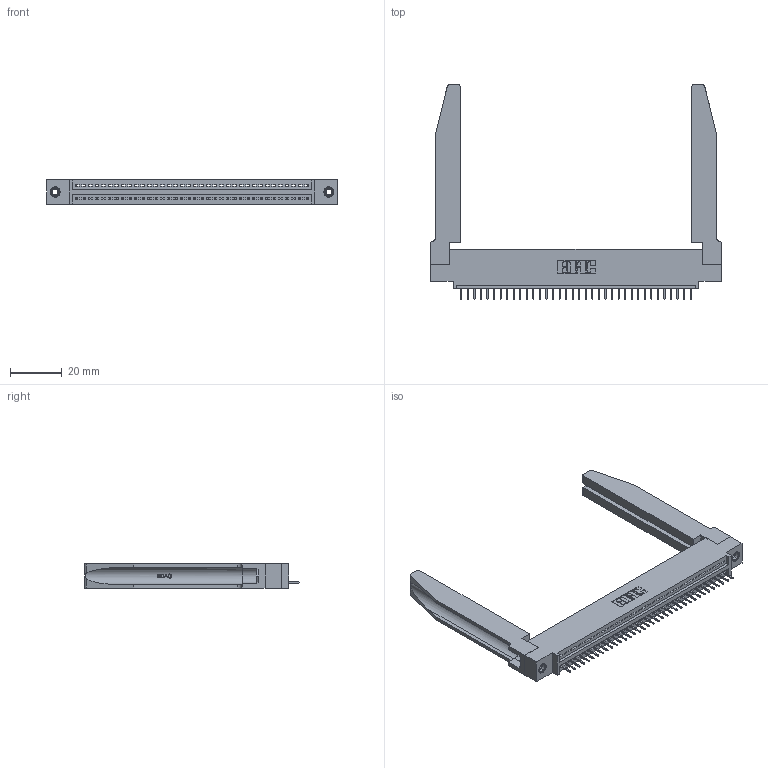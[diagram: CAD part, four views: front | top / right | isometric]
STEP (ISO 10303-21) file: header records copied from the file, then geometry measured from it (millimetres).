
FILE_DESCRIPTION (( 'STEP AP203' ), '1' );
FILE_NAME ('345-036-524-478.STEP', '2019-10-07T22:59:05', ( '' ), ( '' ), 'SwSTEP 2.0', 'SolidWorks 2016', '' );
FILE_SCHEMA (( 'CONFIG_CONTROL_DESIGN' ));
Length unit declared in the file: inch
Products named in the file (5): 345-250-001_345-250-001-102; 345-220-078_345-220-078; 345-036-524-478; 345-292-001_345-293-124; 345 Part_0.110 Offset - 0.156 Dia-TH
Assembly tree (41 placements, depth 2):
  345-036-524-478
    345 Part_0.110 Offset - 0.156 Dia-TH
    345-292-001_345-293-124  x36
    345-250-001_345-250-001-102  x2
    345-220-078_345-220-078  x2
Bounding box: 112.67 x 83.11 x 9.4 mm (x, y, z)
Volume: 18207.7 mm3; surface area: 20261.3 mm2
Topology: 41 solids, 41 shells, 2596 faces, 7441 edges, 4806 vertices
Faces by surface type: plane 1882, cylinder 662, bspline 36, cone 12, torus 4
Entity records: 32848 total; most frequent: CARTESIAN_POINT 6587, ORIENTED_EDGE 5454, DIRECTION 4769, EDGE_CURVE 2727, VECTOR 2361, LINE 2361, VERTEX_POINT 1808, AXIS2_PLACEMENT_3D 1204
